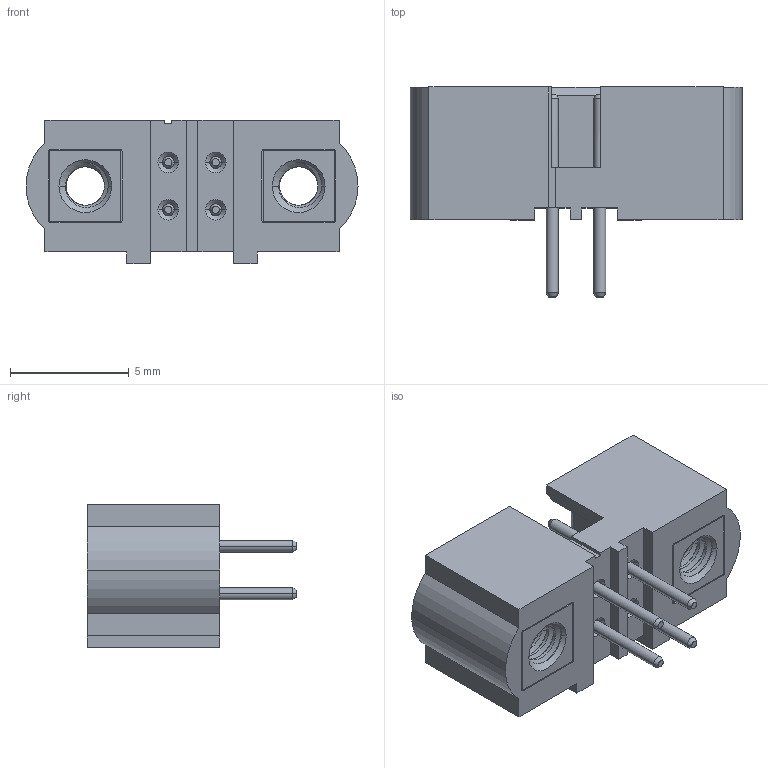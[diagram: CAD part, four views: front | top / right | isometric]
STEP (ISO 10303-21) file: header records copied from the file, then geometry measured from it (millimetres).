
FILE_DESCRIPTION(('STEP AP242'),'1');
FILE_NAME('m80-5000442.stp','2024-06-11T16:01:54',('TraceParts'),('TraceParts S.A.'),'Spatial InterOp 3D',' ',' ');
FILE_SCHEMA(('AP242_MANAGED_MODEL_BASED_3D_ENGINEERING_MIM_LF {1 0 10303 442 1 1 4}'));
Length unit declared in the file: millimetre
Products named in the file (1): m80-5000442_1
Bounding box: 14 x 8.85 x 6.05 mm (x, y, z)
Volume: 294.5 mm3; surface area: 754.5 mm2
Topology: 7 solids, 7 shells, 295 faces, 729 edges, 460 vertices
Faces by surface type: plane 119, cylinder 94, cone 42, bspline 40
Entity records: 19488 total; most frequent: CARTESIAN_POINT 8901, ORIENTED_EDGE 1458, DIRECTION 1295, STYLED_ITEM 750, PRESENTATION_STYLE_ASSIGNMENT 750, COLOUR_RGB 750, EDGE_CURVE 729, CURVE_STYLE 723
